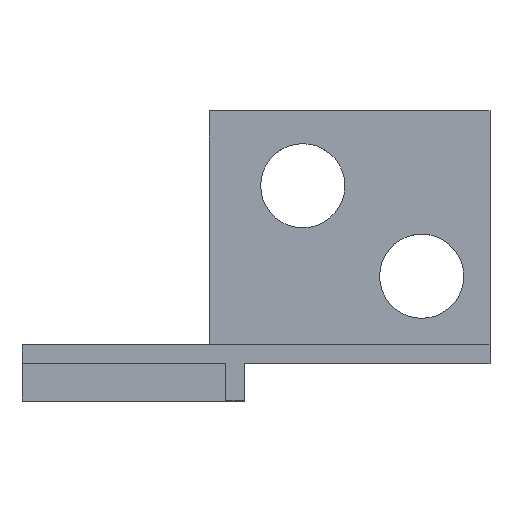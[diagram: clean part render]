
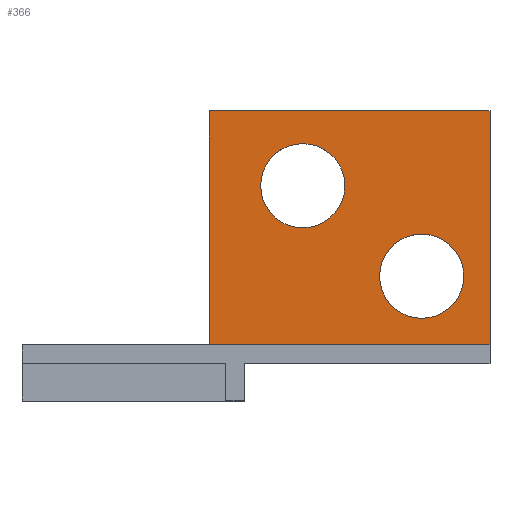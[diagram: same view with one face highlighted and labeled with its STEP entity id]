
A CAD part, top view. The second image highlights one B-rep face of the part: STEP entity #366.
In plain terms, the highlighted planar face has unit normal (0, 0, 1).
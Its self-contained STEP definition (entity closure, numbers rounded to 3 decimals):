
#25=FACE_BOUND('',#77,.T.);
#26=FACE_BOUND('',#78,.T.);
#33=CIRCLE('',#400,2.25);
#34=CIRCLE('',#402,2.25);
#52=FACE_OUTER_BOUND('',#76,.T.);
#76=EDGE_LOOP('',(#329,#330,#331,#332));
#77=EDGE_LOOP('',(#333));
#78=EDGE_LOOP('',(#334));
#95=LINE('',#538,#135);
#115=LINE('',#593,#155);
#117=LINE('',#596,#157);
#118=LINE('',#598,#158);
#135=VECTOR('',#435,10.);
#155=VECTOR('',#491,10.);
#157=VECTOR('',#495,10.);
#158=VECTOR('',#498,10.);
#172=VERTEX_POINT('',#535);
#173=VERTEX_POINT('',#537);
#187=VERTEX_POINT('',#582);
#188=VERTEX_POINT('',#586);
#189=VERTEX_POINT('',#590);
#190=VERTEX_POINT('',#592);
#207=EDGE_CURVE('',#173,#172,#95,.T.);
#230=EDGE_CURVE('',#187,#187,#33,.T.);
#232=EDGE_CURVE('',#188,#188,#34,.T.);
#235=EDGE_CURVE('',#190,#189,#115,.T.);
#237=EDGE_CURVE('',#172,#190,#117,.T.);
#238=EDGE_CURVE('',#189,#173,#118,.T.);
#329=ORIENTED_EDGE('',*,*,#238,.T.);
#330=ORIENTED_EDGE('',*,*,#207,.T.);
#331=ORIENTED_EDGE('',*,*,#237,.T.);
#332=ORIENTED_EDGE('',*,*,#235,.T.);
#333=ORIENTED_EDGE('',*,*,#232,.T.);
#334=ORIENTED_EDGE('',*,*,#230,.T.);
#348=PLANE('',#406);
#366=ADVANCED_FACE('',(#52,#25,#26),#348,.T.);
#400=AXIS2_PLACEMENT_3D('',#583,#480,#481);
#402=AXIS2_PLACEMENT_3D('',#587,#485,#486);
#406=AXIS2_PLACEMENT_3D('',#599,#499,#500);
#435=DIRECTION('',(1.,0.,0.));
#480=DIRECTION('center_axis',(0.,0.,-1.));
#481=DIRECTION('ref_axis',(1.,0.,0.));
#485=DIRECTION('center_axis',(0.,0.,-1.));
#486=DIRECTION('ref_axis',(1.,0.,0.));
#491=DIRECTION('',(-1.,0.,0.));
#495=DIRECTION('',(0.,1.,0.));
#498=DIRECTION('',(0.,-1.,0.));
#499=DIRECTION('center_axis',(0.,0.,1.));
#500=DIRECTION('ref_axis',(1.,0.,0.));
#535=CARTESIAN_POINT('',(14.,25.,1.7));
#537=CARTESIAN_POINT('',(-1.,25.,1.7));
#538=CARTESIAN_POINT('',(-1.,25.,1.7));
#582=CARTESIAN_POINT('',(8.1,28.67,1.7));
#583=CARTESIAN_POINT('Origin',(10.35,28.67,1.7));
#586=CARTESIAN_POINT('',(1.75,33.5,1.7));
#587=CARTESIAN_POINT('Origin',(4.,33.5,1.7));
#590=CARTESIAN_POINT('',(-1.,37.5,1.7));
#592=CARTESIAN_POINT('',(14.,37.5,1.7));
#593=CARTESIAN_POINT('',(14.,37.5,1.7));
#596=CARTESIAN_POINT('',(14.,25.,1.7));
#598=CARTESIAN_POINT('',(-1.,37.5,1.7));
#599=CARTESIAN_POINT('Origin',(6.5,31.25,1.7));
